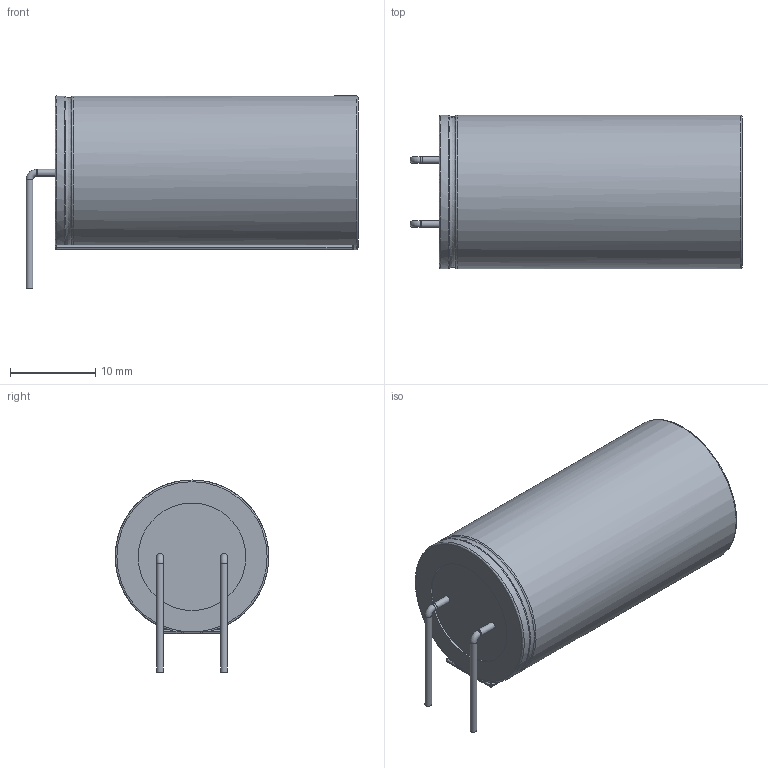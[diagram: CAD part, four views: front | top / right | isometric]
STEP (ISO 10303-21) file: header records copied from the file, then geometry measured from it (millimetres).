
FILE_DESCRIPTION(('FreeCAD Model'),'2;1');
FILE_NAME('CAPPRD750W80D1800H3500B__HOR.stp','2019-03-30T22:55:13',( 'Author'),(''),'Open CASCADE STEP processor 7.2','FreeCAD','Unknown' );
FILE_SCHEMA(('AUTOMOTIVE_DESIGN { 1 0 10303 214 1 1 1 1 }'));
Length unit declared in the file: millimetre
Products named in the file (4): Ad; C_Radial_D180mm_H355mm_P750mm; Lead+; Lead-
Bounding box: 38.9 x 18 x 22.5 mm (x, y, z)
Volume: 9124.4 mm3; surface area: 3431.4 mm2
Topology: 4 solids, 5 shells, 68 faces, 138 edges, 76 vertices
Faces by surface type: plane 30, cylinder 23, sphere 8, torus 3, revolution 2, bspline 2
Full cylindrical faces by diameter (mm): 0.8 x6, 12.6 x3, 18 x2
Entity records: 3906 total; most frequent: CARTESIAN_POINT 827, DIRECTION 561, LINE 283, VECTOR 283, ORIENTED_EDGE 260, PCURVE 260, DEFINITIONAL_REPRESENTATION 260, EDGE_CURVE 130
